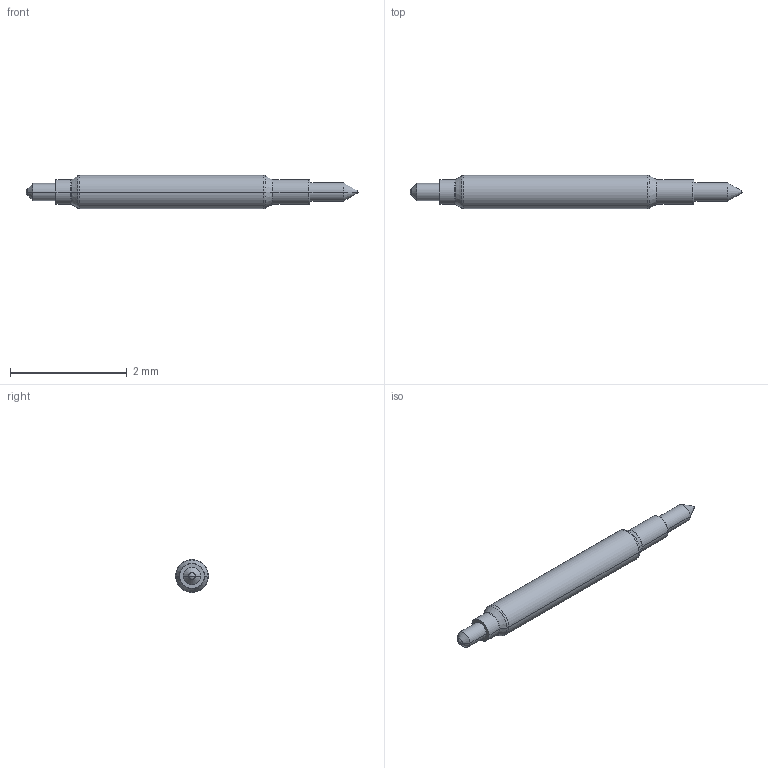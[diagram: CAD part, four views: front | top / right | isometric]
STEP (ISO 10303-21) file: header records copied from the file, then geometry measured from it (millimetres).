
FILE_DESCRIPTION (( 'STEP AP214' ), '1' );
FILE_NAME ('M08-PRH8941.STEP', '2012-12-05T12:57:14', ( 'Authorized User' ), ( '' ), 'SwSTEP 2.0', 'SolidWorks 2012', '' );
FILE_SCHEMA (( 'AUTOMOTIVE_DESIGN' ));
Length unit declared in the file: inch
Products named in the file (1): M08-PRH8941
Bounding box: 5.69 x 0.57 x 0.57 mm (x, y, z)
Volume: 1.1 mm3; surface area: 8.7 mm2
Topology: 1 solids, 1 shells, 34 faces, 66 edges, 36 vertices
Faces by surface type: cylinder 10, torus 10, cone 8, sphere 4, plane 2
Entity records: 906 total; most frequent: DIRECTION 184, CARTESIAN_POINT 137, ORIENTED_EDGE 132, AXIS2_PLACEMENT_3D 83, EDGE_CURVE 66, CIRCLE 48, VERTEX_POINT 36, EDGE_LOOP 36
